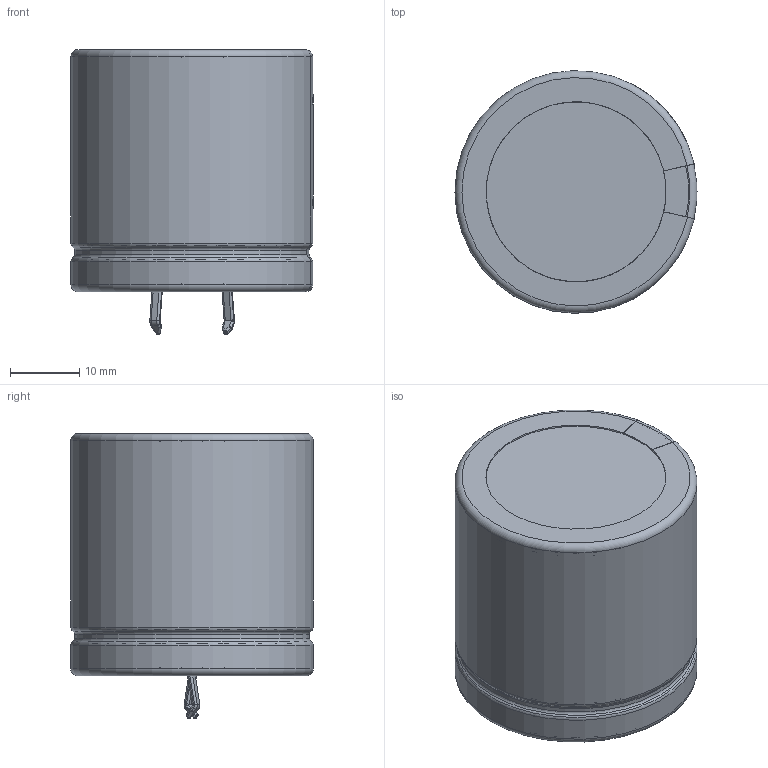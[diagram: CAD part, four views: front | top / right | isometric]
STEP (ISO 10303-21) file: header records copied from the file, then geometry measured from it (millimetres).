
FILE_DESCRIPTION(/* description */ ('Unknown','CAx-IF Rec.Pracs.---Representation and Presentation of Product Manufacturing Information (PMI)---4.0---2014-10-13','CAx-IF Rec.Pracs.---3D Tessellated Geometry---0.4---2014-09-14','2;1'),/* implementation_level */ '2;1');
FILE_NAME(/* name */ 'CP_Wurth_WCAP-AIG8-P10D35L35',/* time_stamp */ '2025-01-06T17:51:58+08:00',/* author */ ('Unknown'),/* organization */ ('Unknown'),/* preprocessor_version */ 'ST-DEVELOPER v16.7',/* originating_system */ 'Solid Edge',/* authorisation */ 'Unknown');
FILE_SCHEMA (('AP242_MANAGED_MODEL_BASED_3D_ENGINEERING_MIM_LF { 1 0 10303 442 1 1 4 }'));
Length unit declared in the file: metre
Products named in the file (2): CP_Wurth_WCAP-AIG8-P10D35L35
Assembly tree (1 placements, depth 2):
  CP_Wurth_WCAP-AIG8-P10D35L35
    CP_Wurth_WCAP-AIG8-P10D35L35
Bounding box: 34.96 x 34.99 x 41.14 mm (x, y, z)
Volume: 32682.5 mm3; surface area: 16592.7 mm2
Topology: 1 solids, 3 shells, 605 faces, 1520 edges, 977 vertices
Faces by surface type: plane 350, cylinder 146, bspline 60, torus 33, sphere 16
Full cylindrical faces by diameter (mm): 4.5 x2, 25 x1, 26 x1, 29 x1, 33 x1, 33.5 x1, 33.52 x1, 34.58 x2, 34.6 x2
Entity records: 25064 total; most frequent: CARTESIAN_POINT 6642, ORIENTED_EDGE 2928, DIRECTION 2888, EDGE_CURVE 1464, AXIS2_PLACEMENT_3D 1084, VERTEX_POINT 968, LINE 720, VECTOR 720
